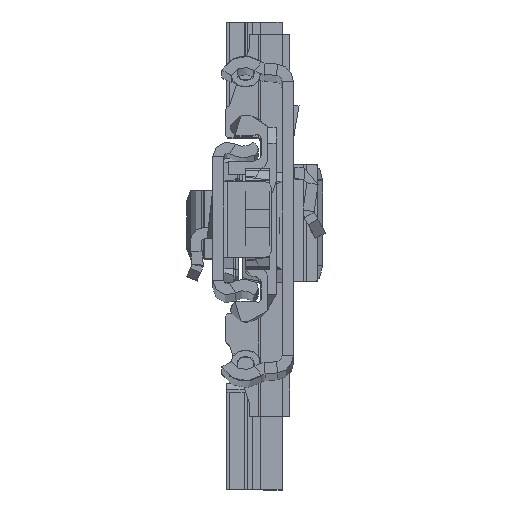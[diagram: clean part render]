
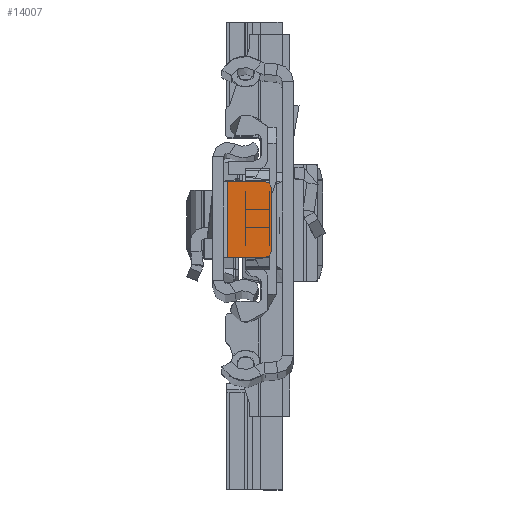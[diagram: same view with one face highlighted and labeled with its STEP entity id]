
A CAD part, top view. The second image highlights one B-rep face of the part: STEP entity #14007.
In plain terms, the highlighted planar face has unit normal (0, 0, 1).
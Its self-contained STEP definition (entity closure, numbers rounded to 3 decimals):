
#197 = ORIENTED_EDGE ( 'NONE', *, *, #33934, .F. ) ;
#371 = VECTOR ( 'NONE', #10782, 1000. ) ;
#1368 = EDGE_CURVE ( 'NONE', #29629, #23349, #22994, .T. ) ;
#2099 = PLANE ( 'NONE',  #38382 ) ;
#2274 = AXIS2_PLACEMENT_3D ( 'NONE', #19673, #25426, #7417 ) ;
#3946 = LINE ( 'NONE', #13617, #21336 ) ;
#3954 = VECTOR ( 'NONE', #26899, 1000. ) ;
#4338 = DIRECTION ( 'NONE',  ( 1., 0., 0. ) ) ;
#6943 = CARTESIAN_POINT ( 'NONE',  ( -8.4, 6.151, -6.8 ) ) ;
#7236 = VERTEX_POINT ( 'NONE', #10573 ) ;
#7417 = DIRECTION ( 'NONE',  ( 1., 0., 0. ) ) ;
#7461 = DIRECTION ( 'NONE',  ( 1., 0., 0. ) ) ;
#10573 = CARTESIAN_POINT ( 'NONE',  ( -2.3, 6.151, -6.8 ) ) ;
#10782 = DIRECTION ( 'NONE',  ( -1., 0., 0. ) ) ;
#11213 = CARTESIAN_POINT ( 'NONE',  ( 0., 0., -6.8 ) ) ;
#11441 = DIRECTION ( 'NONE',  ( 1., 0., 0. ) ) ;
#12639 = ORIENTED_EDGE ( 'NONE', *, *, #1368, .F. ) ;
#13617 = CARTESIAN_POINT ( 'NONE',  ( -1.8, 6.151, -6.8 ) ) ;
#13770 = EDGE_CURVE ( 'NONE', #18884, #23349, #36437, .T. ) ;
#14007 = ADVANCED_FACE ( 'NONE', ( #34604 ), #2099, .T. ) ;
#14009 = EDGE_LOOP ( 'NONE', ( #12639, #15015, #32294, #22205, #197, #20352 ) ) ;
#15015 = ORIENTED_EDGE ( 'NONE', *, *, #17109, .T. ) ;
#15196 = DIRECTION ( 'NONE',  ( 0., 0., 1. ) ) ;
#17109 = EDGE_CURVE ( 'NONE', #29629, #23581, #25011, .T. ) ;
#17224 = DIRECTION ( 'NONE',  ( 0., 1., 0. ) ) ;
#18366 = CARTESIAN_POINT ( 'NONE',  ( -8.4, -4.849, -6.8 ) ) ;
#18884 = VERTEX_POINT ( 'NONE', #6943 ) ;
#19673 = CARTESIAN_POINT ( 'NONE',  ( -8.4, 5.151, -6.8 ) ) ;
#20352 = ORIENTED_EDGE ( 'NONE', *, *, #13770, .T. ) ;
#20475 = CARTESIAN_POINT ( 'NONE',  ( -8.4, -5.849, -6.8 ) ) ;
#21336 = VECTOR ( 'NONE', #4338, 1000. ) ;
#22205 = ORIENTED_EDGE ( 'NONE', *, *, #26210, .F. ) ;
#22994 = LINE ( 'NONE', #28957, #25867 ) ;
#23297 = DIRECTION ( 'NONE',  ( 0., 0., 1. ) ) ;
#23349 = VERTEX_POINT ( 'NONE', #24085 ) ;
#23520 = EDGE_CURVE ( 'NONE', #35434, #23581, #29030, .T. ) ;
#23581 = VERTEX_POINT ( 'NONE', #20475 ) ;
#24085 = CARTESIAN_POINT ( 'NONE',  ( -9.4, 5.151, -6.8 ) ) ;
#25011 = CIRCLE ( 'NONE', #32656, 1. ) ;
#25426 = DIRECTION ( 'NONE',  ( 0., 0., 1. ) ) ;
#25867 = VECTOR ( 'NONE', #17224, 1000. ) ;
#26210 = EDGE_CURVE ( 'NONE', #7236, #35434, #36204, .T. ) ;
#26899 = DIRECTION ( 'NONE',  ( 0., -1., 0. ) ) ;
#28957 = CARTESIAN_POINT ( 'NONE',  ( -9.4, 6.151, -6.8 ) ) ;
#28992 = CARTESIAN_POINT ( 'NONE',  ( -9.4, -4.849, -6.8 ) ) ;
#29030 = LINE ( 'NONE', #38148, #371 ) ;
#29629 = VERTEX_POINT ( 'NONE', #28992 ) ;
#30052 = CARTESIAN_POINT ( 'NONE',  ( -2.3, -5.849, -6.8 ) ) ;
#32294 = ORIENTED_EDGE ( 'NONE', *, *, #23520, .F. ) ;
#32656 = AXIS2_PLACEMENT_3D ( 'NONE', #18366, #15196, #11441 ) ;
#33934 = EDGE_CURVE ( 'NONE', #18884, #7236, #3946, .T. ) ;
#34604 = FACE_OUTER_BOUND ( 'NONE', #14009, .T. ) ;
#35434 = VERTEX_POINT ( 'NONE', #30052 ) ;
#35624 = CARTESIAN_POINT ( 'NONE',  ( -2.3, 6.151, -6.8 ) ) ;
#36204 = LINE ( 'NONE', #35624, #3954 ) ;
#36437 = CIRCLE ( 'NONE', #2274, 1. ) ;
#38148 = CARTESIAN_POINT ( 'NONE',  ( -9.4, -5.849, -6.8 ) ) ;
#38382 = AXIS2_PLACEMENT_3D ( 'NONE', #11213, #23297, #7461 ) ;
